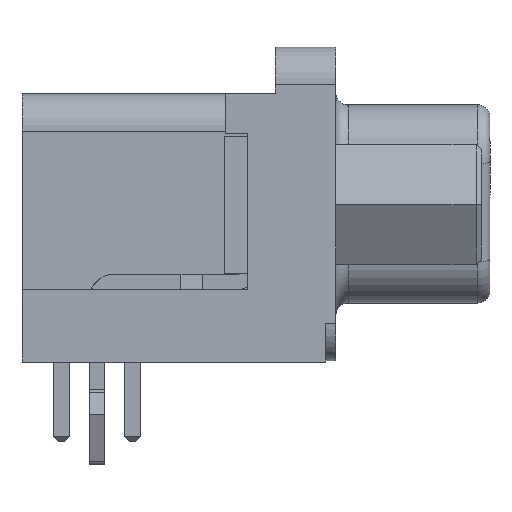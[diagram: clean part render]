
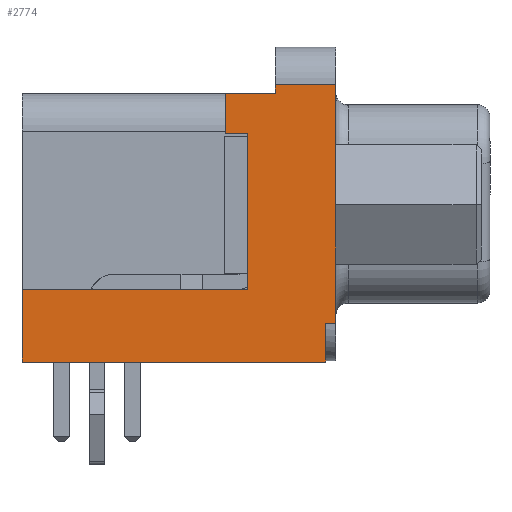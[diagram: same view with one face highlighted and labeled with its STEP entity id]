
A CAD part, left-side view. The second image highlights one B-rep face of the part: STEP entity #2774.
In plain terms, the highlighted planar face has unit normal (-1, 0, 0).
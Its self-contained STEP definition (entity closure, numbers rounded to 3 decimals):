
#88 = DIRECTION ( 'NONE',  ( 0., 0., -1. ) ) ;
#99 = CARTESIAN_POINT ( 'NONE',  ( -15.485, 0., -11. ) ) ;
#171 = VECTOR ( 'NONE', #1577, 1000. ) ;
#319 = ORIENTED_EDGE ( 'NONE', *, *, #1229, .T. ) ;
#480 = EDGE_CURVE ( 'NONE', #5208, #5313, #8554, .T. ) ;
#596 = CARTESIAN_POINT ( 'NONE',  ( -15.485, 0.4, -12.55 ) ) ;
#750 = DIRECTION ( 'NONE',  ( 0., 1., 0. ) ) ;
#1042 = VECTOR ( 'NONE', #1203, 1000. ) ;
#1075 = DIRECTION ( 'NONE',  ( 0., -1., 0. ) ) ;
#1140 = VECTOR ( 'NONE', #750, 1000. ) ;
#1188 = EDGE_CURVE ( 'NONE', #8383, #2202, #9409, .T. ) ;
#1203 = DIRECTION ( 'NONE',  ( 0., 0., -1. ) ) ;
#1229 = EDGE_CURVE ( 'NONE', #9345, #5208, #3825, .T. ) ;
#1498 = CARTESIAN_POINT ( 'NONE',  ( -15.485, 2.4, -1.85 ) ) ;
#1577 = DIRECTION ( 'NONE',  ( 0., 1., 0. ) ) ;
#1791 = CARTESIAN_POINT ( 'NONE',  ( -15.485, 12.5, -9.65 ) ) ;
#1927 = ORIENTED_EDGE ( 'NONE', *, *, #480, .T. ) ;
#1959 = CARTESIAN_POINT ( 'NONE',  ( -15.485, 2.4, -1.5 ) ) ;
#1977 = VERTEX_POINT ( 'NONE', #6031 ) ;
#2202 = VERTEX_POINT ( 'NONE', #8971 ) ;
#2315 = CARTESIAN_POINT ( 'NONE',  ( -15.485, 4.4, -3.45 ) ) ;
#2321 = LINE ( 'NONE', #8856, #2542 ) ;
#2353 = CARTESIAN_POINT ( 'NONE',  ( -15.485, 3.5, -1.5 ) ) ;
#2491 = CARTESIAN_POINT ( 'NONE',  ( -15.485, 2.4, -1.85 ) ) ;
#2542 = VECTOR ( 'NONE', #8719, 1000. ) ;
#2647 = CARTESIAN_POINT ( 'NONE',  ( -15.485, 0., -1.85 ) ) ;
#2774 = ADVANCED_FACE ( 'NONE', ( #7617 ), #5597, .T. ) ;
#2970 = CARTESIAN_POINT ( 'NONE',  ( -15.485, 0., -11. ) ) ;
#3040 = CARTESIAN_POINT ( 'NONE',  ( -15.485, 0., -1.5 ) ) ;
#3091 = LINE ( 'NONE', #6263, #4800 ) ;
#3240 = VERTEX_POINT ( 'NONE', #7069 ) ;
#3294 = ORIENTED_EDGE ( 'NONE', *, *, #3640, .F. ) ;
#3356 = CARTESIAN_POINT ( 'NONE',  ( -15.485, 3.5, -3.45 ) ) ;
#3379 = ORIENTED_EDGE ( 'NONE', *, *, #3967, .T. ) ;
#3385 = CARTESIAN_POINT ( 'NONE',  ( -15.485, 3.5, -9.65 ) ) ;
#3412 = EDGE_CURVE ( 'NONE', #2202, #3240, #5889, .T. ) ;
#3440 = LINE ( 'NONE', #2353, #5158 ) ;
#3528 = VERTEX_POINT ( 'NONE', #3385 ) ;
#3549 = DIRECTION ( 'NONE',  ( 0., 1., 0. ) ) ;
#3578 = CARTESIAN_POINT ( 'NONE',  ( -15.485, 0., -1.5 ) ) ;
#3640 = EDGE_CURVE ( 'NONE', #7503, #1977, #2321, .T. ) ;
#3808 = CARTESIAN_POINT ( 'NONE',  ( -15.485, 0., -1.5 ) ) ;
#3812 = DIRECTION ( 'NONE',  ( 0., 0., 1. ) ) ;
#3825 = LINE ( 'NONE', #3040, #8961 ) ;
#3956 = CARTESIAN_POINT ( 'NONE',  ( -15.485, 0.4, -11. ) ) ;
#3967 = EDGE_CURVE ( 'NONE', #5313, #5565, #8816, .T. ) ;
#4094 = DIRECTION ( 'NONE',  ( 0., 1., 0. ) ) ;
#4139 = ORIENTED_EDGE ( 'NONE', *, *, #6018, .T. ) ;
#4347 = VECTOR ( 'NONE', #5288, 1000. ) ;
#4351 = CARTESIAN_POINT ( 'NONE',  ( -15.485, 0., -1.5 ) ) ;
#4452 = VECTOR ( 'NONE', #3549, 1000. ) ;
#4499 = DIRECTION ( 'NONE',  ( -1., 0., 0. ) ) ;
#4590 = DIRECTION ( 'NONE',  ( 0., 0., 1. ) ) ;
#4676 = EDGE_LOOP ( 'NONE', ( #8362, #4139, #6454, #4740, #7400, #7792, #5033, #319, #1927, #3379, #9219, #3294 ) ) ;
#4740 = ORIENTED_EDGE ( 'NONE', *, *, #1188, .T. ) ;
#4800 = VECTOR ( 'NONE', #9040, 1000. ) ;
#5033 = ORIENTED_EDGE ( 'NONE', *, *, #7992, .F. ) ;
#5158 = VECTOR ( 'NONE', #88, 1000. ) ;
#5194 = EDGE_CURVE ( 'NONE', #5348, #7503, #3091, .T. ) ;
#5208 = VERTEX_POINT ( 'NONE', #3808 ) ;
#5288 = DIRECTION ( 'NONE',  ( 0., 0., -1. ) ) ;
#5310 = EDGE_CURVE ( 'NONE', #5565, #1977, #7310, .T. ) ;
#5313 = VERTEX_POINT ( 'NONE', #1959 ) ;
#5348 = VERTEX_POINT ( 'NONE', #3356 ) ;
#5565 = VERTEX_POINT ( 'NONE', #2491 ) ;
#5573 = LINE ( 'NONE', #99, #171 ) ;
#5597 = PLANE ( 'NONE',  #6942 ) ;
#5621 = VECTOR ( 'NONE', #4094, 1000. ) ;
#5857 = CARTESIAN_POINT ( 'NONE',  ( -15.485, 0.4, -12.55 ) ) ;
#5888 = EDGE_CURVE ( 'NONE', #5941, #3240, #6314, .T. ) ;
#5889 = LINE ( 'NONE', #596, #8037 ) ;
#5901 = CARTESIAN_POINT ( 'NONE',  ( -15.485, 0., -9.65 ) ) ;
#5941 = VERTEX_POINT ( 'NONE', #3956 ) ;
#6018 = EDGE_CURVE ( 'NONE', #5348, #3528, #3440, .T. ) ;
#6031 = CARTESIAN_POINT ( 'NONE',  ( -15.485, 4.4, -1.85 ) ) ;
#6263 = CARTESIAN_POINT ( 'NONE',  ( -15.485, 2.9, -3.45 ) ) ;
#6314 = LINE ( 'NONE', #5857, #4347 ) ;
#6454 = ORIENTED_EDGE ( 'NONE', *, *, #6852, .T. ) ;
#6852 = EDGE_CURVE ( 'NONE', #3528, #8383, #8906, .T. ) ;
#6942 = AXIS2_PLACEMENT_3D ( 'NONE', #4351, #4499, #4590 ) ;
#7069 = CARTESIAN_POINT ( 'NONE',  ( -15.485, 0.4, -12.55 ) ) ;
#7310 = LINE ( 'NONE', #2647, #5621 ) ;
#7400 = ORIENTED_EDGE ( 'NONE', *, *, #3412, .T. ) ;
#7485 = VECTOR ( 'NONE', #8848, 1000. ) ;
#7503 = VERTEX_POINT ( 'NONE', #2315 ) ;
#7617 = FACE_OUTER_BOUND ( 'NONE', #4676, .T. ) ;
#7792 = ORIENTED_EDGE ( 'NONE', *, *, #5888, .F. ) ;
#7992 = EDGE_CURVE ( 'NONE', #9345, #5941, #5573, .T. ) ;
#8037 = VECTOR ( 'NONE', #1075, 1000. ) ;
#8362 = ORIENTED_EDGE ( 'NONE', *, *, #5194, .F. ) ;
#8383 = VERTEX_POINT ( 'NONE', #1791 ) ;
#8554 = LINE ( 'NONE', #3578, #4452 ) ;
#8562 = CARTESIAN_POINT ( 'NONE',  ( -15.485, 12.5, -12.55 ) ) ;
#8719 = DIRECTION ( 'NONE',  ( 0., 0., 1. ) ) ;
#8816 = LINE ( 'NONE', #1498, #1042 ) ;
#8848 = DIRECTION ( 'NONE',  ( 0., 0., -1. ) ) ;
#8856 = CARTESIAN_POINT ( 'NONE',  ( -15.485, 4.4, -1.85 ) ) ;
#8906 = LINE ( 'NONE', #5901, #1140 ) ;
#8961 = VECTOR ( 'NONE', #3812, 1000. ) ;
#8971 = CARTESIAN_POINT ( 'NONE',  ( -15.485, 12.5, -12.55 ) ) ;
#9040 = DIRECTION ( 'NONE',  ( 0., 1., 0. ) ) ;
#9219 = ORIENTED_EDGE ( 'NONE', *, *, #5310, .T. ) ;
#9345 = VERTEX_POINT ( 'NONE', #2970 ) ;
#9409 = LINE ( 'NONE', #8562, #7485 ) ;
